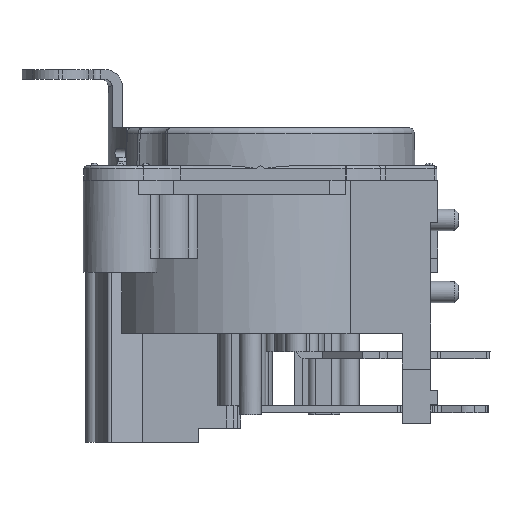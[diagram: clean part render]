
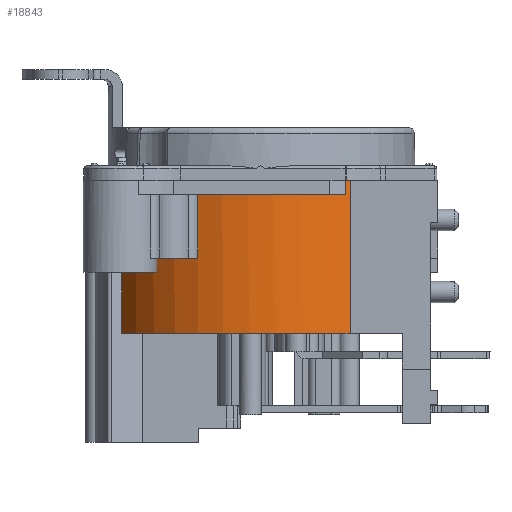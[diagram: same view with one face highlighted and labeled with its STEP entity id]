
A CAD part, left-side view. The second image highlights one B-rep face of the part: STEP entity #18843.
In plain terms, the highlighted cylindrical face has radius 11 mm (diameter 22 mm), a partial arc.
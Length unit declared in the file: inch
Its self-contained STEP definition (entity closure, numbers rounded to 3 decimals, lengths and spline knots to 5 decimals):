
#147=CYLINDRICAL_SURFACE('',#19854,0.43307);
#607=CIRCLE('',#19834,0.43307);
#627=CIRCLE('',#19855,0.43307);
#628=CIRCLE('',#19856,0.43307);
#629=CIRCLE('',#19857,0.43307);
#630=CIRCLE('',#19858,0.43307);
#631=CIRCLE('',#19859,0.43307);
#1253=FACE_OUTER_BOUND('',#1953,.T.);
#1953=EDGE_LOOP('',(#14345,#14346,#14347,#14348,#14349,#14350,#14351,#14352,
#14353,#14354,#14355,#14356));
#3135=LINE('',#28759,#5562);
#3136=LINE('',#28763,#5563);
#3137=LINE('',#28766,#5564);
#3138=LINE('',#28768,#5565);
#3139=LINE('',#28772,#5566);
#3140=LINE('',#28776,#5567);
#5562=VECTOR('',#22352,0.01969);
#5563=VECTOR('',#22355,0.36614);
#5564=VECTOR('',#22358,0.4252);
#5565=VECTOR('',#22359,0.03937);
#5566=VECTOR('',#22362,0.17717);
#5567=VECTOR('',#22365,0.17717);
#8100=VERTEX_POINT('',#28672);
#8101=VERTEX_POINT('',#28673);
#8142=VERTEX_POINT('',#28757);
#8143=VERTEX_POINT('',#28758);
#8144=VERTEX_POINT('',#28760);
#8145=VERTEX_POINT('',#28762);
#8146=VERTEX_POINT('',#28764);
#8147=VERTEX_POINT('',#28767);
#8148=VERTEX_POINT('',#28769);
#8149=VERTEX_POINT('',#28771);
#8150=VERTEX_POINT('',#28773);
#8151=VERTEX_POINT('',#28775);
#10715=EDGE_CURVE('',#8100,#8101,#607,.T.);
#10757=EDGE_CURVE('',#8142,#8143,#3135,.T.);
#10758=EDGE_CURVE('',#8143,#8144,#627,.T.);
#10759=EDGE_CURVE('',#8144,#8145,#3136,.T.);
#10760=EDGE_CURVE('',#8145,#8146,#628,.T.);
#10761=EDGE_CURVE('',#8146,#8100,#3137,.T.);
#10762=EDGE_CURVE('',#8101,#8147,#3138,.T.);
#10763=EDGE_CURVE('',#8147,#8148,#629,.T.);
#10764=EDGE_CURVE('',#8148,#8149,#3139,.T.);
#10765=EDGE_CURVE('',#8149,#8150,#630,.T.);
#10766=EDGE_CURVE('',#8150,#8151,#3140,.T.);
#10767=EDGE_CURVE('',#8151,#8142,#631,.T.);
#14345=ORIENTED_EDGE('',*,*,#10757,.T.);
#14346=ORIENTED_EDGE('',*,*,#10758,.T.);
#14347=ORIENTED_EDGE('',*,*,#10759,.T.);
#14348=ORIENTED_EDGE('',*,*,#10760,.T.);
#14349=ORIENTED_EDGE('',*,*,#10761,.T.);
#14350=ORIENTED_EDGE('',*,*,#10715,.T.);
#14351=ORIENTED_EDGE('',*,*,#10762,.T.);
#14352=ORIENTED_EDGE('',*,*,#10763,.T.);
#14353=ORIENTED_EDGE('',*,*,#10764,.T.);
#14354=ORIENTED_EDGE('',*,*,#10765,.T.);
#14355=ORIENTED_EDGE('',*,*,#10766,.T.);
#14356=ORIENTED_EDGE('',*,*,#10767,.T.);
#18843=ADVANCED_FACE('',(#1253),#147,.T.);
#19834=AXIS2_PLACEMENT_3D('',#28674,#22288,#22289);
#19854=AXIS2_PLACEMENT_3D('',#28756,#22350,#22351);
#19855=AXIS2_PLACEMENT_3D('',#28761,#22353,#22354);
#19856=AXIS2_PLACEMENT_3D('',#28765,#22356,#22357);
#19857=AXIS2_PLACEMENT_3D('',#28770,#22360,#22361);
#19858=AXIS2_PLACEMENT_3D('',#28774,#22363,#22364);
#19859=AXIS2_PLACEMENT_3D('',#28777,#22366,#22367);
#22288=DIRECTION('center_axis',(0.,0.,-1.));
#22289=DIRECTION('ref_axis',(-0.818,-0.575,0.));
#22350=DIRECTION('center_axis',(0.,0.,1.));
#22351=DIRECTION('ref_axis',(1.,0.,0.));
#22352=DIRECTION('',(0.,0.,-1.));
#22353=DIRECTION('center_axis',(0.,0.,-1.));
#22354=DIRECTION('ref_axis',(-0.5,0.866,0.));
#22355=DIRECTION('',(0.,0.,-1.));
#22356=DIRECTION('center_axis',(0.,0.,1.));
#22357=DIRECTION('ref_axis',(-0.459,0.888,0.));
#22358=DIRECTION('',(0.,0.,1.));
#22359=DIRECTION('',(0.,0.,-1.));
#22360=DIRECTION('center_axis',(0.,0.,-1.));
#22361=DIRECTION('ref_axis',(-0.838,-0.545,0.));
#22362=DIRECTION('',(0.,0.,-1.));
#22363=DIRECTION('center_axis',(0.,0.,-1.));
#22364=DIRECTION('ref_axis',(-0.916,0.402,0.));
#22365=DIRECTION('',(0.,0.,1.));
#22366=DIRECTION('center_axis',(0.,0.,-1.));
#22367=DIRECTION('ref_axis',(-0.598,0.802,0.));
#28672=CARTESIAN_POINT('',(-0.3764,-0.43239,-0.03937));
#28673=CARTESIAN_POINT('',(-0.38505,-0.41961,-0.03937));
#28674=CARTESIAN_POINT('Origin',(-0.02207,-0.18339,
-0.03937));
#28756=CARTESIAN_POINT('Origin',(-0.02207,-0.18339,
-0.47307));
#28757=CARTESIAN_POINT('',(-0.23861,0.19166,-0.07874));
#28758=CARTESIAN_POINT('',(-0.23861,0.19166,-0.09843));
#28759=CARTESIAN_POINT('',(-0.23861,0.19166,-0.07874));
#28760=CARTESIAN_POINT('',(-0.22105,0.20127,-0.09843));
#28761=CARTESIAN_POINT('Origin',(-0.02207,-0.18339,
-0.09843));
#28762=CARTESIAN_POINT('',(-0.22105,0.20127,-0.46457));
#28763=CARTESIAN_POINT('',(-0.22105,0.20127,-0.09843));
#28764=CARTESIAN_POINT('',(-0.3764,-0.43239,-0.46457));
#28765=CARTESIAN_POINT('Origin',(-0.02207,-0.18339,
-0.46457));
#28766=CARTESIAN_POINT('',(-0.3764,-0.43239,-0.46457));
#28767=CARTESIAN_POINT('',(-0.38505,-0.41961,-0.07874));
#28768=CARTESIAN_POINT('',(-0.38505,-0.41961,-0.03937));
#28769=CARTESIAN_POINT('',(-0.41867,-0.00942,-0.07874));
#28770=CARTESIAN_POINT('Origin',(-0.02207,-0.18339,
-0.07874));
#28771=CARTESIAN_POINT('',(-0.41867,-0.00942,-0.25591));
#28772=CARTESIAN_POINT('',(-0.41867,-0.00942,-0.07874));
#28773=CARTESIAN_POINT('',(-0.28101,0.16375,-0.25591));
#28774=CARTESIAN_POINT('Origin',(-0.02207,-0.18339,
-0.25591));
#28775=CARTESIAN_POINT('',(-0.28101,0.16375,-0.07874));
#28776=CARTESIAN_POINT('',(-0.28101,0.16375,-0.25591));
#28777=CARTESIAN_POINT('Origin',(-0.02207,-0.18339,
-0.07874));
